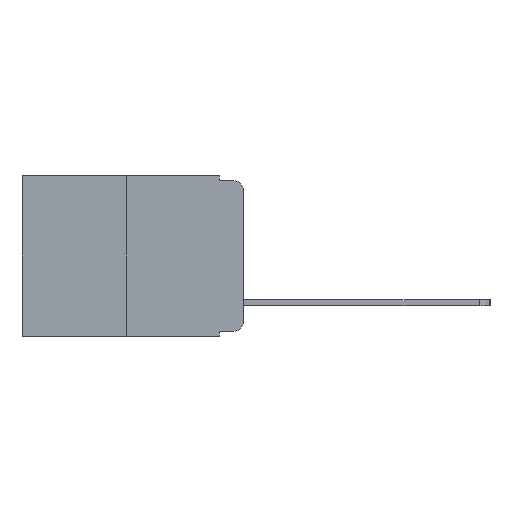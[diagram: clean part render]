
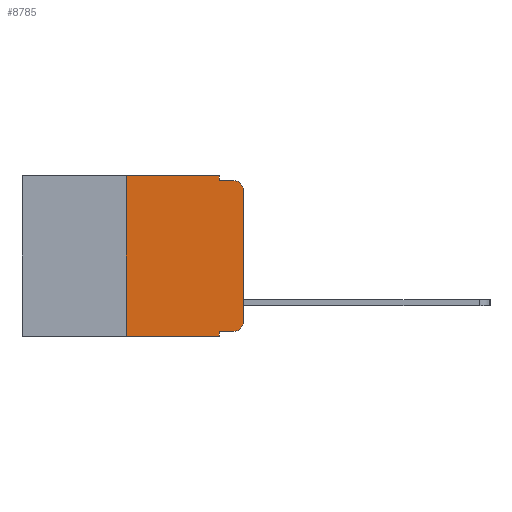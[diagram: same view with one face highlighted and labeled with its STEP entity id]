
A CAD part, left-side view. The second image highlights one B-rep face of the part: STEP entity #8785.
In plain terms, the highlighted planar face has unit normal (-1, 0, 0).
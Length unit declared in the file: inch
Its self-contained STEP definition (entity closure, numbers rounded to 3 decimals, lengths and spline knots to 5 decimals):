
#594 = ORIENTED_EDGE ( 'NONE', *, *, #6707, .F. ) ;
#648 = VECTOR ( 'NONE', #2739, 39.37008 ) ;
#792 = ORIENTED_EDGE ( 'NONE', *, *, #3794, .T. ) ;
#938 = CARTESIAN_POINT ( 'NONE',  ( 0., 0.473, 0. ) ) ;
#1056 = LINE ( 'NONE', #4127, #13667 ) ;
#1082 = CARTESIAN_POINT ( 'NONE',  ( 0., 0., -0.313 ) ) ;
#1348 = ORIENTED_EDGE ( 'NONE', *, *, #4150, .F. ) ;
#1748 = DIRECTION ( 'NONE',  ( 0., 0., -1. ) ) ;
#1762 = DIRECTION ( 'NONE',  ( -1., 0., 0. ) ) ;
#2100 = ORIENTED_EDGE ( 'NONE', *, *, #9804, .T. ) ;
#2150 = DIRECTION ( 'NONE',  ( 0., 0., -1. ) ) ;
#2298 = DIRECTION ( 'NONE',  ( 0., -1., 0. ) ) ;
#2553 = FACE_OUTER_BOUND ( 'NONE', #5838, .T. ) ;
#2720 = CARTESIAN_POINT ( 'NONE',  ( 0., 0.02, -0.03 ) ) ;
#2739 = DIRECTION ( 'NONE',  ( 0., -1., 0. ) ) ;
#2999 = CARTESIAN_POINT ( 'NONE',  ( 0., 0.02, -0.333 ) ) ;
#3207 = VECTOR ( 'NONE', #12216, 39.37008 ) ;
#3722 = AXIS2_PLACEMENT_3D ( 'NONE', #2720, #11304, #3922 ) ;
#3791 = EDGE_CURVE ( 'NONE', #14161, #5938, #1056, .T. ) ;
#3794 = EDGE_CURVE ( 'NONE', #9961, #14096, #4245, .T. ) ;
#3878 = VECTOR ( 'NONE', #14823, 39.37008 ) ;
#3922 = DIRECTION ( 'NONE',  ( 0., 0., -1. ) ) ;
#4124 = DIRECTION ( 'NONE',  ( 0., 0., -1. ) ) ;
#4127 = CARTESIAN_POINT ( 'NONE',  ( 0., 0.051, 0. ) ) ;
#4128 = DIRECTION ( 'NONE',  ( 0., -1., 0. ) ) ;
#4150 = EDGE_CURVE ( 'NONE', #10250, #13653, #14375, .T. ) ;
#4166 = VECTOR ( 'NONE', #9556, 39.37008 ) ;
#4215 = AXIS2_PLACEMENT_3D ( 'NONE', #8074, #1762, #1748 ) ;
#4245 = CIRCLE ( 'NONE', #4215, 0.02 ) ;
#4623 = VERTEX_POINT ( 'NONE', #15153 ) ;
#4644 = LINE ( 'NONE', #9638, #7920 ) ;
#5019 = CARTESIAN_POINT ( 'NONE',  ( 0., 0.25, 0. ) ) ;
#5323 = AXIS2_PLACEMENT_3D ( 'NONE', #938, #9479, #2150 ) ;
#5760 = PLANE ( 'NONE',  #5323 ) ;
#5838 = EDGE_LOOP ( 'NONE', ( #6291, #9962, #594, #1348, #14298, #14681, #2100, #6103, #13023, #792 ) ) ;
#5938 = VERTEX_POINT ( 'NONE', #11670 ) ;
#6034 = CIRCLE ( 'NONE', #3722, 0.02 ) ;
#6103 = ORIENTED_EDGE ( 'NONE', *, *, #3791, .F. ) ;
#6291 = ORIENTED_EDGE ( 'NONE', *, *, #8440, .T. ) ;
#6313 = CARTESIAN_POINT ( 'NONE',  ( 0., 0., 0. ) ) ;
#6707 = EDGE_CURVE ( 'NONE', #13653, #9522, #7470, .T. ) ;
#7017 = CARTESIAN_POINT ( 'NONE',  ( 0., 0.051, -0.01 ) ) ;
#7470 = LINE ( 'NONE', #7017, #4166 ) ;
#7491 = CARTESIAN_POINT ( 'NONE',  ( 0., 0.051, -0.01 ) ) ;
#7907 = VECTOR ( 'NONE', #14672, 39.37008 ) ;
#7920 = VECTOR ( 'NONE', #2298, 39.37008 ) ;
#8074 = CARTESIAN_POINT ( 'NONE',  ( 0., 0.02, -0.313 ) ) ;
#8440 = EDGE_CURVE ( 'NONE', #14096, #4623, #10822, .T. ) ;
#8604 = EDGE_CURVE ( 'NONE', #13936, #10250, #11391, .T. ) ;
#8785 = ADVANCED_FACE ( 'NONE', ( #2553 ), #5760, .F. ) ;
#8846 = EDGE_CURVE ( 'NONE', #14161, #9961, #4644, .T. ) ;
#9479 = DIRECTION ( 'NONE',  ( 1., 0., 0. ) ) ;
#9522 = VERTEX_POINT ( 'NONE', #12078 ) ;
#9556 = DIRECTION ( 'NONE',  ( 0., -1., 0. ) ) ;
#9638 = CARTESIAN_POINT ( 'NONE',  ( 0., 0.051, -0.333 ) ) ;
#9804 = EDGE_CURVE ( 'NONE', #15199, #5938, #10394, .T. ) ;
#9961 = VERTEX_POINT ( 'NONE', #2999 ) ;
#9962 = ORIENTED_EDGE ( 'NONE', *, *, #15360, .T. ) ;
#10156 = LINE ( 'NONE', #5019, #3207 ) ;
#10250 = VERTEX_POINT ( 'NONE', #14176 ) ;
#10394 = LINE ( 'NONE', #11322, #648 ) ;
#10822 = LINE ( 'NONE', #6313, #3878 ) ;
#11304 = DIRECTION ( 'NONE',  ( -1., 0., 0. ) ) ;
#11322 = CARTESIAN_POINT ( 'NONE',  ( 0., 0.473, -0.343 ) ) ;
#11391 = LINE ( 'NONE', #13941, #14580 ) ;
#11670 = CARTESIAN_POINT ( 'NONE',  ( 0., 0.051, -0.343 ) ) ;
#11775 = CARTESIAN_POINT ( 'NONE',  ( 0., 0.25, 0. ) ) ;
#11921 = CARTESIAN_POINT ( 'NONE',  ( 0., 0.051, 0. ) ) ;
#12078 = CARTESIAN_POINT ( 'NONE',  ( 0., 0.02, -0.01 ) ) ;
#12216 = DIRECTION ( 'NONE',  ( 0., 0., 1. ) ) ;
#13023 = ORIENTED_EDGE ( 'NONE', *, *, #8846, .T. ) ;
#13433 = CARTESIAN_POINT ( 'NONE',  ( 0., 0.051, -0.333 ) ) ;
#13574 = EDGE_CURVE ( 'NONE', #15199, #13936, #10156, .T. ) ;
#13653 = VERTEX_POINT ( 'NONE', #7491 ) ;
#13667 = VECTOR ( 'NONE', #4124, 39.37008 ) ;
#13936 = VERTEX_POINT ( 'NONE', #11775 ) ;
#13941 = CARTESIAN_POINT ( 'NONE',  ( 0., 0.473, 0. ) ) ;
#14096 = VERTEX_POINT ( 'NONE', #1082 ) ;
#14161 = VERTEX_POINT ( 'NONE', #13433 ) ;
#14176 = CARTESIAN_POINT ( 'NONE',  ( 0., 0.051, 0. ) ) ;
#14298 = ORIENTED_EDGE ( 'NONE', *, *, #8604, .F. ) ;
#14375 = LINE ( 'NONE', #11921, #7907 ) ;
#14580 = VECTOR ( 'NONE', #4128, 39.37008 ) ;
#14672 = DIRECTION ( 'NONE',  ( 0., 0., -1. ) ) ;
#14681 = ORIENTED_EDGE ( 'NONE', *, *, #13574, .F. ) ;
#14823 = DIRECTION ( 'NONE',  ( 0., 0., 1. ) ) ;
#15153 = CARTESIAN_POINT ( 'NONE',  ( 0., 0., -0.03 ) ) ;
#15199 = VERTEX_POINT ( 'NONE', #15691 ) ;
#15360 = EDGE_CURVE ( 'NONE', #4623, #9522, #6034, .T. ) ;
#15691 = CARTESIAN_POINT ( 'NONE',  ( 0., 0.25, -0.343 ) ) ;
